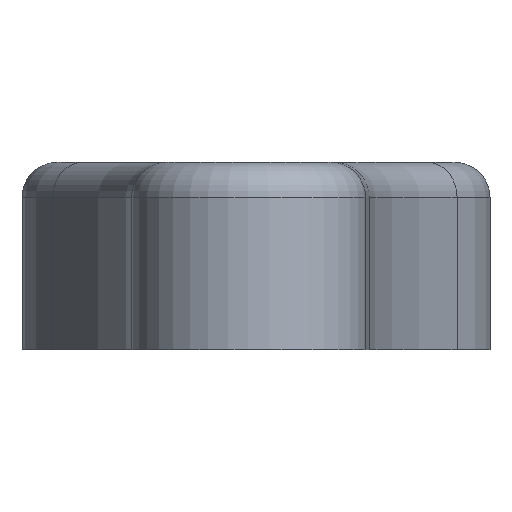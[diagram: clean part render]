
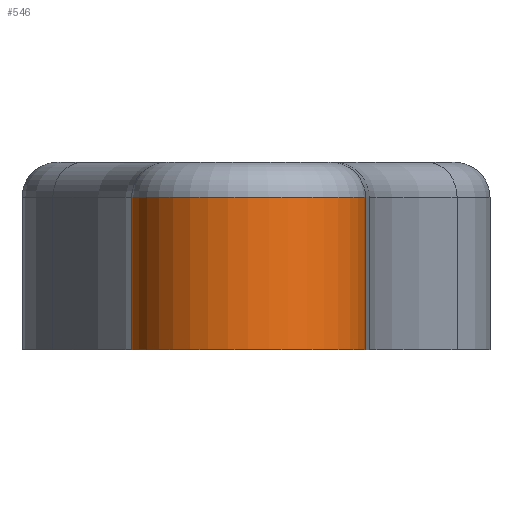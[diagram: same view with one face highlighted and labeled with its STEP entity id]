
A CAD part, front view. The second image highlights one B-rep face of the part: STEP entity #546.
In plain terms, the highlighted cylindrical face has radius 5 mm (diameter 10 mm), a partial arc.
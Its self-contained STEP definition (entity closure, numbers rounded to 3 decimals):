
#45=LINE('',#855,#96);
#46=LINE('',#858,#97);
#96=VECTOR('',#693,10.);
#97=VECTOR('',#696,10.);
#145=CYLINDRICAL_SURFACE('',#606,5.);
#158=FACE_OUTER_BOUND('',#190,.T.);
#190=EDGE_LOOP('',(#403,#404,#405,#406));
#231=CIRCLE('',#596,5.);
#238=CIRCLE('',#607,5.);
#255=VERTEX_POINT('',#827);
#257=VERTEX_POINT('',#833);
#263=VERTEX_POINT('',#854);
#264=VERTEX_POINT('',#856);
#310=EDGE_CURVE('',#255,#257,#231,.T.);
#319=EDGE_CURVE('',#263,#255,#45,.T.);
#320=EDGE_CURVE('',#263,#264,#238,.T.);
#321=EDGE_CURVE('',#264,#257,#46,.T.);
#403=ORIENTED_EDGE('',*,*,#310,.F.);
#404=ORIENTED_EDGE('',*,*,#319,.F.);
#405=ORIENTED_EDGE('',*,*,#320,.T.);
#406=ORIENTED_EDGE('',*,*,#321,.T.);
#546=ADVANCED_FACE('',(#158),#145,.T.);
#596=AXIS2_PLACEMENT_3D('',#837,#669,#670);
#606=AXIS2_PLACEMENT_3D('',#853,#691,#692);
#607=AXIS2_PLACEMENT_3D('',#857,#694,#695);
#669=DIRECTION('center_axis',(0.,0.,1.));
#670=DIRECTION('ref_axis',(-0.003,-1.,0.));
#691=DIRECTION('center_axis',(0.,0.,1.));
#692=DIRECTION('ref_axis',(-1.,0.003,0.));
#693=DIRECTION('',(0.,0.,1.));
#694=DIRECTION('center_axis',(0.,0.,1.));
#695=DIRECTION('ref_axis',(-1.,0.003,0.));
#696=DIRECTION('',(0.,0.,1.));
#827=CARTESIAN_POINT('',(-5.,-21.404,6.5));
#833=CARTESIAN_POINT('',(5.,-21.435,6.5));
#837=CARTESIAN_POINT('Origin',(0.,-21.42,6.5));
#853=CARTESIAN_POINT('Origin',(0.,-21.42,0.));
#854=CARTESIAN_POINT('',(-5.,-21.404,0.));
#855=CARTESIAN_POINT('',(-5.,-21.404,0.));
#856=CARTESIAN_POINT('',(5.,-21.435,0.));
#857=CARTESIAN_POINT('Origin',(0.,-21.42,0.));
#858=CARTESIAN_POINT('',(5.,-21.435,0.));
